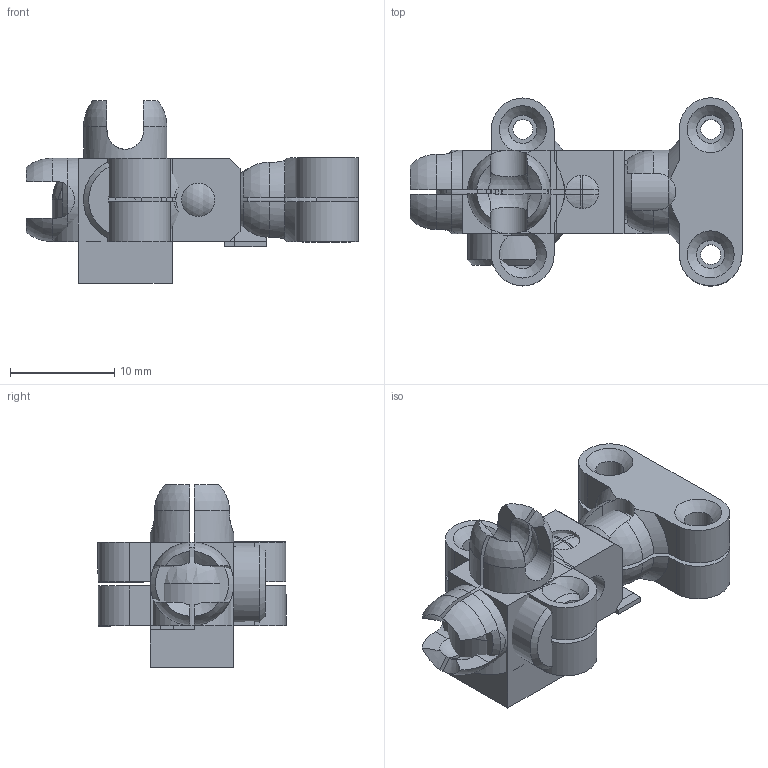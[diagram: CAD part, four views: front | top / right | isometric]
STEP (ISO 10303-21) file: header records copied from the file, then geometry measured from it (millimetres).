
FILE_DESCRIPTION(/* description */ (''),/* implementation_level */ '2;1');
FILE_NAME(/* name */ 'BallJoint2nd v10.step',/* time_stamp */ '2021-09-06T19:49:36+09:00',/* author */ (''),/* organization */ (''),/* preprocessor_version */ 'ST-DEVELOPER v18.1',/* originating_system */ 'Autodesk Translation Framework v10.10.0.1391',/* authorisation */ '');
FILE_SCHEMA (('AUTOMOTIVE_DESIGN { 1 0 10303 214 3 1 1 }'));
Length unit declared in the file: millimetre
Products named in the file (8): BallJoint2nd; ボール; ネジ止め; ネジ止め2; ネジ止め3; ネジ止め4; 股関節; 腰
Assembly tree (7 placements, depth 2):
  BallJoint2nd
    ボール
    ネジ止め
    ネジ止め2
    ネジ止め3
    ネジ止め4
    股関節
    腰
Bounding box: 31.81 x 18.04 x 17.5 mm (x, y, z)
Volume: 5544.4 mm3; surface area: 7294 mm2
Topology: 17 solids, 17 shells, 384 faces, 1054 edges, 690 vertices
Faces by surface type: plane 184, cylinder 103, sphere 50, cone 47
Full cylindrical faces by diameter (mm): 1.9 x8, 2.571 x2, 2.7 x8, 3 x4, 3.2 x11, 6 x1, 8 x3
Entity records: 13308 total; most frequent: CARTESIAN_POINT 3335, ORIENTED_EDGE 2070, DIRECTION 2056, EDGE_CURVE 1035, AXIS2_PLACEMENT_3D 782, VERTEX_POINT 690, LINE 492, VECTOR 492
